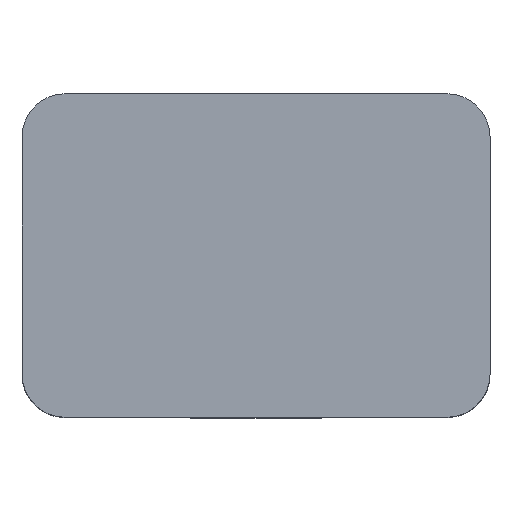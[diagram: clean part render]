
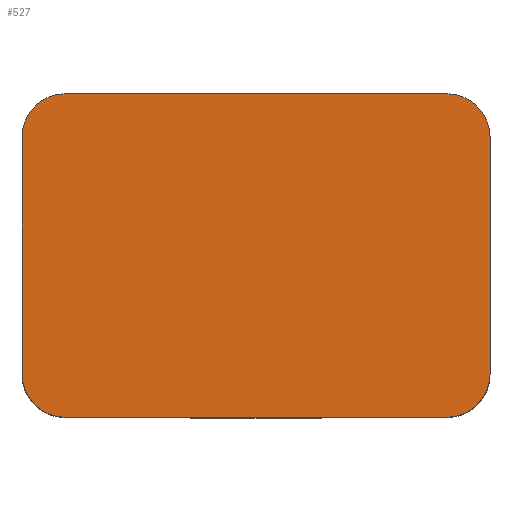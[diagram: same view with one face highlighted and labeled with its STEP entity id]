
A CAD part, top view. The second image highlights one B-rep face of the part: STEP entity #527.
In plain terms, the highlighted planar face has unit normal (0, 0, 1).
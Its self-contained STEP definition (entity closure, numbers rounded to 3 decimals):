
#89 = VERTEX_POINT('',#90);
#90 = CARTESIAN_POINT('',(-8.85,7.5,15.));
#96 = EDGE_CURVE('',#97,#89,#99,.T.);
#97 = VERTEX_POINT('',#98);
#98 = CARTESIAN_POINT('',(8.85,7.5,15.));
#99 = LINE('',#100,#101);
#100 = CARTESIAN_POINT('',(10.85,7.5,15.));
#101 = VECTOR('',#102,1.);
#102 = DIRECTION('',(-1.,0.,0.));
#481 = EDGE_CURVE('',#89,#482,#484,.T.);
#482 = VERTEX_POINT('',#483);
#483 = CARTESIAN_POINT('',(-10.85,5.5,15.));
#484 = CIRCLE('',#485,2.);
#485 = AXIS2_PLACEMENT_3D('',#486,#487,#488);
#486 = CARTESIAN_POINT('',(-8.85,5.5,15.));
#487 = DIRECTION('',(0.,0.,1.));
#488 = DIRECTION('',(0.,1.,0.));
#508 = VERTEX_POINT('',#509);
#509 = CARTESIAN_POINT('',(10.85,5.5,15.));
#515 = EDGE_CURVE('',#97,#508,#516,.T.);
#516 = CIRCLE('',#517,2.);
#517 = AXIS2_PLACEMENT_3D('',#518,#519,#520);
#518 = CARTESIAN_POINT('',(8.85,5.5,15.));
#519 = DIRECTION('',(-0.,0.,-1.));
#520 = DIRECTION('',(0.,-1.,0.));
#527 = ADVANCED_FACE('',(#528),#573,.F.);
#528 = FACE_BOUND('',#529,.F.);
#529 = EDGE_LOOP('',(#530,#538,#547,#555,#564,#570,#571,#572));
#530 = ORIENTED_EDGE('',*,*,#531,.T.);
#531 = EDGE_CURVE('',#508,#532,#534,.T.);
#532 = VERTEX_POINT('',#533);
#533 = CARTESIAN_POINT('',(10.85,-5.5,15.));
#534 = LINE('',#535,#536);
#535 = CARTESIAN_POINT('',(10.85,7.5,15.));
#536 = VECTOR('',#537,1.);
#537 = DIRECTION('',(0.,-1.,0.));
#538 = ORIENTED_EDGE('',*,*,#539,.F.);
#539 = EDGE_CURVE('',#540,#532,#542,.T.);
#540 = VERTEX_POINT('',#541);
#541 = CARTESIAN_POINT('',(8.85,-7.5,15.));
#542 = CIRCLE('',#543,2.);
#543 = AXIS2_PLACEMENT_3D('',#544,#545,#546);
#544 = CARTESIAN_POINT('',(8.85,-5.5,15.));
#545 = DIRECTION('',(-0.,0.,1.));
#546 = DIRECTION('',(0.,-1.,0.));
#547 = ORIENTED_EDGE('',*,*,#548,.T.);
#548 = EDGE_CURVE('',#540,#549,#551,.T.);
#549 = VERTEX_POINT('',#550);
#550 = CARTESIAN_POINT('',(-8.85,-7.5,15.));
#551 = LINE('',#552,#553);
#552 = CARTESIAN_POINT('',(10.85,-7.5,15.));
#553 = VECTOR('',#554,1.);
#554 = DIRECTION('',(-1.,0.,0.));
#555 = ORIENTED_EDGE('',*,*,#556,.T.);
#556 = EDGE_CURVE('',#549,#557,#559,.T.);
#557 = VERTEX_POINT('',#558);
#558 = CARTESIAN_POINT('',(-10.85,-5.5,15.));
#559 = CIRCLE('',#560,2.);
#560 = AXIS2_PLACEMENT_3D('',#561,#562,#563);
#561 = CARTESIAN_POINT('',(-8.85,-5.5,15.));
#562 = DIRECTION('',(0.,0.,-1.));
#563 = DIRECTION('',(0.,1.,0.));
#564 = ORIENTED_EDGE('',*,*,#565,.F.);
#565 = EDGE_CURVE('',#482,#557,#566,.T.);
#566 = LINE('',#567,#568);
#567 = CARTESIAN_POINT('',(-10.85,7.5,15.));
#568 = VECTOR('',#569,1.);
#569 = DIRECTION('',(0.,-1.,0.));
#570 = ORIENTED_EDGE('',*,*,#481,.F.);
#571 = ORIENTED_EDGE('',*,*,#96,.F.);
#572 = ORIENTED_EDGE('',*,*,#515,.T.);
#573 = PLANE('',#574);
#574 = AXIS2_PLACEMENT_3D('',#575,#576,#577);
#575 = CARTESIAN_POINT('',(10.85,7.5,15.));
#576 = DIRECTION('',(0.,0.,-1.));
#577 = DIRECTION('',(-1.,0.,0.));
